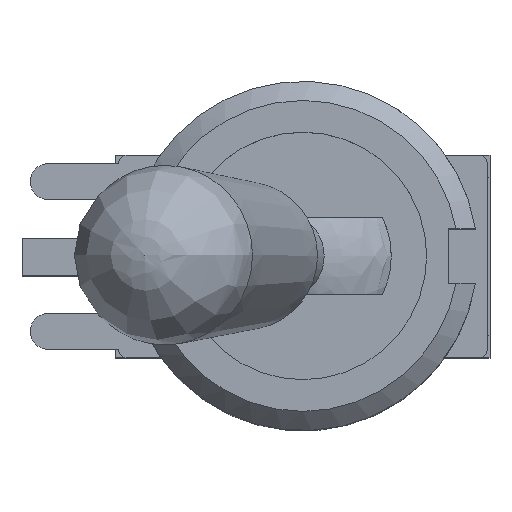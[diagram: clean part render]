
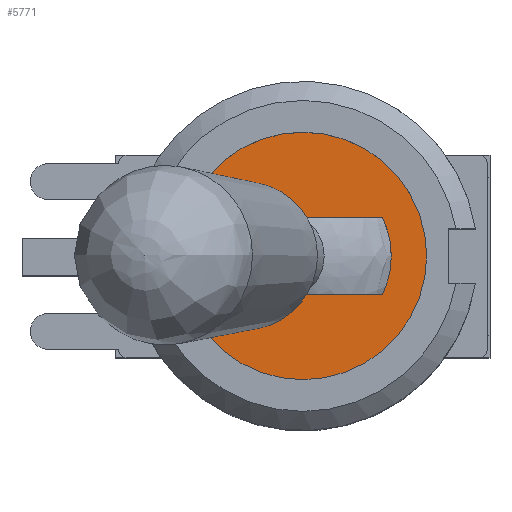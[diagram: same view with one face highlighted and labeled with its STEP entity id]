
A CAD part, top view. The second image highlights one B-rep face of the part: STEP entity #5771.
In plain terms, the highlighted planar face has unit normal (0, 0, 1).
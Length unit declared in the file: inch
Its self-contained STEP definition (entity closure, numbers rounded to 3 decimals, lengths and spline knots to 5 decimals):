
#109=FACE_BOUND('',#951,.T.);
#286=CIRCLE('',#6214,0.11811);
#288=CIRCLE('',#6217,0.11811);
#289=CIRCLE('',#6219,0.16535);
#611=FACE_OUTER_BOUND('',#950,.T.);
#950=EDGE_LOOP('',(#5142));
#951=EDGE_LOOP('',(#5143,#5144,#5145,#5146));
#1603=LINE('',#9735,#2223);
#1608=LINE('',#9748,#2228);
#2223=VECTOR('',#7653,0.3937);
#2228=VECTOR('',#7662,0.3937);
#2740=VERTEX_POINT('',#9732);
#2741=VERTEX_POINT('',#9734);
#2746=VERTEX_POINT('',#9745);
#2747=VERTEX_POINT('',#9747);
#2749=VERTEX_POINT('',#9759);
#3544=EDGE_CURVE('',#2741,#2740,#1603,.T.);
#3550=EDGE_CURVE('',#2747,#2746,#1608,.T.);
#3554=EDGE_CURVE('',#2740,#2747,#286,.T.);
#3556=EDGE_CURVE('',#2746,#2741,#288,.T.);
#3557=EDGE_CURVE('',#2749,#2749,#289,.T.);
#5142=ORIENTED_EDGE('',*,*,#3557,.F.);
#5143=ORIENTED_EDGE('',*,*,#3554,.T.);
#5144=ORIENTED_EDGE('',*,*,#3550,.T.);
#5145=ORIENTED_EDGE('',*,*,#3556,.T.);
#5146=ORIENTED_EDGE('',*,*,#3544,.T.);
#5460=PLANE('',#6218);
#5771=ADVANCED_FACE('',(#611,#109),#5460,.F.);
#6214=AXIS2_PLACEMENT_3D('',#9754,#7669,#7670);
#6217=AXIS2_PLACEMENT_3D('',#9757,#7675,#7676);
#6218=AXIS2_PLACEMENT_3D('',#9758,#7677,#7678);
#6219=AXIS2_PLACEMENT_3D('',#9760,#7679,#7680);
#7653=DIRECTION('',(1.,0.,0.));
#7662=DIRECTION('',(-1.,0.,0.));
#7669=DIRECTION('center_axis',(0.,0.,
-1.));
#7670=DIRECTION('ref_axis',(0.901,-0.433,0.));
#7675=DIRECTION('center_axis',(0.,0.,
-1.));
#7676=DIRECTION('ref_axis',(-0.901,0.433,0.));
#7677=DIRECTION('center_axis',(0.,0.,
-1.));
#7678=DIRECTION('ref_axis',(1.,0.,0.));
#7679=DIRECTION('center_axis',(0.,0.,
-1.));
#7680=DIRECTION('ref_axis',(1.,0.,0.));
#9732=CARTESIAN_POINT('',(0.10644,0.05118,0.78268));
#9734=CARTESIAN_POINT('',(-0.10644,0.05118,0.78268));
#9735=CARTESIAN_POINT('',(0.05322,0.05118,0.78268));
#9745=CARTESIAN_POINT('',(-0.10644,-0.05118,0.78268));
#9747=CARTESIAN_POINT('',(0.10644,-0.05118,0.78268));
#9748=CARTESIAN_POINT('',(-0.05322,-0.05118,0.78268));
#9754=CARTESIAN_POINT('Origin',(0.,0.,
0.78268));
#9757=CARTESIAN_POINT('Origin',(0.,0.,
0.78268));
#9758=CARTESIAN_POINT('Origin',(0.,0.,
0.78268));
#9759=CARTESIAN_POINT('',(-0.16535,0.,0.78268));
#9760=CARTESIAN_POINT('Origin',(0.,0.,
0.78268));
